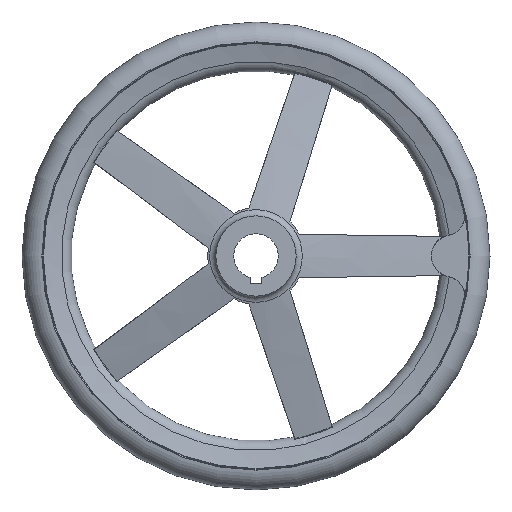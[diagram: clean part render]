
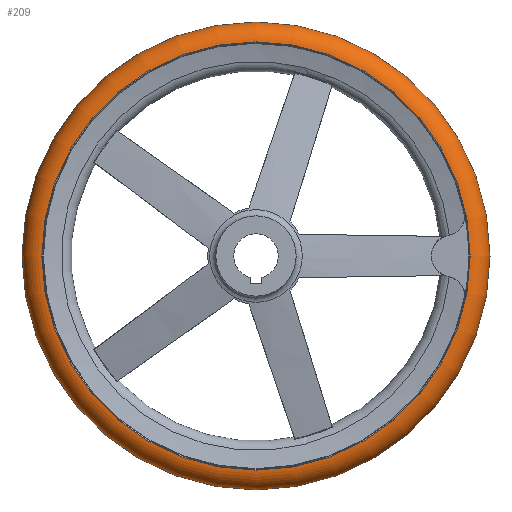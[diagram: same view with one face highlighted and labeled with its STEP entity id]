
A CAD part, front view. The second image highlights one B-rep face of the part: STEP entity #209.
In plain terms, the highlighted toroidal (fillet/blend) face has major radius 143.5 mm and minor radius 14 mm.
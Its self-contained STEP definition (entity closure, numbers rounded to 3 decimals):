
#209 = ADVANCED_FACE( '', ( #436, #437, #438 ), #439, .T. );
#436 = FACE_BOUND( '', #691, .T. );
#437 = FACE_OUTER_BOUND( '', #692, .T. );
#438 = FACE_OUTER_BOUND( '', #693, .T. );
#439 = TOROIDAL_SURFACE( '', #694, 143.5, 14. );
#691 = VERTEX_LOOP( '', #1268 );
#692 = EDGE_LOOP( '', ( #1269 ) );
#693 = EDGE_LOOP( '', ( #1270 ) );
#694 = AXIS2_PLACEMENT_3D( '', #1271, #1272, #1273 );
#1268 = VERTEX_POINT( '', #1511 );
#1269 = ORIENTED_EDGE( '', *, *, #1480, .T. );
#1270 = ORIENTED_EDGE( '', *, *, #1415, .F. );
#1271 = CARTESIAN_POINT( '', ( 0., 42., 0. ) );
#1272 = DIRECTION( '', ( 0., -1., 0. ) );
#1273 = DIRECTION( '', ( 0., 0., -1. ) );
#1415 = EDGE_CURVE( '', #1733, #1733, #1734, .T. );
#1480 = EDGE_CURVE( '', #1824, #1824, #1825, .T. );
#1511 = CARTESIAN_POINT( '', ( 0., 42., -157.5 ) );
#1733 = VERTEX_POINT( '', #2518 );
#1734 = CIRCLE( '', #2519, 144.083 );
#1824 = VERTEX_POINT( '', #2878 );
#1825 = CIRCLE( '', #2879, 144.083 );
#2518 = CARTESIAN_POINT( '', ( 0., 28.012, -144.083 ) );
#2519 = AXIS2_PLACEMENT_3D( '', #3064, #3065, #3066 );
#2878 = CARTESIAN_POINT( '', ( 0., 55.988, -144.083 ) );
#2879 = AXIS2_PLACEMENT_3D( '', #3124, #3125, #3126 );
#3064 = CARTESIAN_POINT( '', ( 0., 28.012, 0. ) );
#3065 = DIRECTION( '', ( 0., -1., 0. ) );
#3066 = DIRECTION( '', ( 0., 0., -1. ) );
#3124 = CARTESIAN_POINT( '', ( 0., 55.988, 0. ) );
#3125 = DIRECTION( '', ( 0., -1., 0. ) );
#3126 = DIRECTION( '', ( 0., 0., -1. ) );
